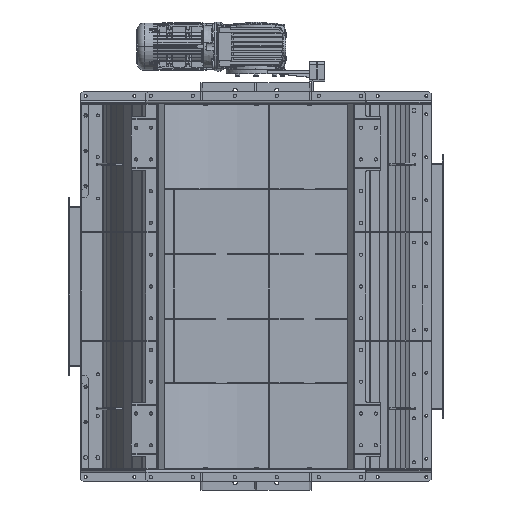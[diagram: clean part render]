
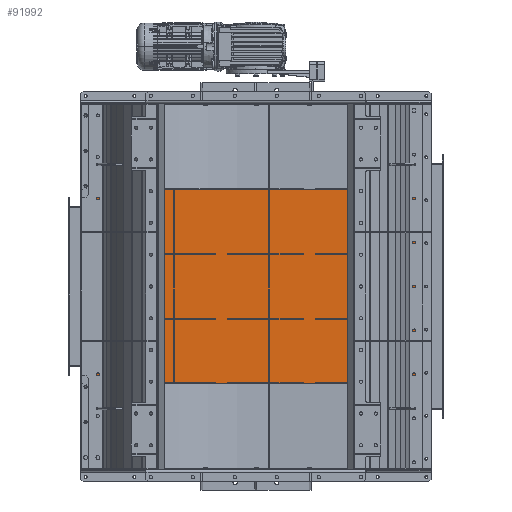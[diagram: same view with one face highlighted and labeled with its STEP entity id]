
A CAD part, front view. The second image highlights one B-rep face of the part: STEP entity #91992.
In plain terms, the highlighted planar face has unit normal (0, -1, 0).
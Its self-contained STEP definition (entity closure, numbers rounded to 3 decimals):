
#155 = DIRECTION ( 'NONE',  ( 0., 1., 0. ) ) ;
#2476 = VERTEX_POINT ( 'NONE', #112748 ) ;
#5027 = VECTOR ( 'NONE', #116039, 1000. ) ;
#8635 = EDGE_CURVE ( 'NONE', #79207, #106458, #16872, .T. ) ;
#9003 = DIRECTION ( 'NONE',  ( 0., 0., -1. ) ) ;
#9004 = DIRECTION ( 'NONE',  ( 0., 0., 1. ) ) ;
#10334 = FACE_BOUND ( 'NONE', #99839, .T. ) ;
#10868 = LINE ( 'NONE', #86325, #5027 ) ;
#12009 = EDGE_LOOP ( 'NONE', ( #49266, #129591 ) ) ;
#12345 = AXIS2_PLACEMENT_3D ( 'NONE', #68030, #13349, #56288 ) ;
#12357 = VERTEX_POINT ( 'NONE', #26155 ) ;
#13349 = DIRECTION ( 'NONE',  ( 0., 1., 0. ) ) ;
#13669 = VERTEX_POINT ( 'NONE', #31256 ) ;
#14304 = CIRCLE ( 'NONE', #45285, 6. ) ;
#15551 = CARTESIAN_POINT ( 'NONE',  ( 352.5, 738., -1407.896 ) ) ;
#16872 = CIRCLE ( 'NONE', #74339, 6. ) ;
#18040 = DIRECTION ( 'NONE',  ( 0., 0., 1. ) ) ;
#19578 = DIRECTION ( 'NONE',  ( 0., 0., 1. ) ) ;
#20143 = AXIS2_PLACEMENT_3D ( 'NONE', #61553, #50576, #92834 ) ;
#20746 = DIRECTION ( 'NONE',  ( 0., 1., 0. ) ) ;
#21045 = VERTEX_POINT ( 'NONE', #80177 ) ;
#21582 = DIRECTION ( 'NONE',  ( 0., 0., 1. ) ) ;
#22744 = DIRECTION ( 'NONE',  ( 0., 0., 1. ) ) ;
#23018 = CIRCLE ( 'NONE', #93878, 6. ) ;
#26155 = CARTESIAN_POINT ( 'NONE',  ( -352.5, 738., -1407.896 ) ) ;
#29998 = EDGE_CURVE ( 'NONE', #113395, #55068, #53984, .T. ) ;
#31256 = CARTESIAN_POINT ( 'NONE',  ( 0., 738., -1407.896 ) ) ;
#31373 = ORIENTED_EDGE ( 'NONE', *, *, #29998, .T. ) ;
#33651 = DIRECTION ( 'NONE',  ( 0., 1., 0. ) ) ;
#35257 = EDGE_CURVE ( 'NONE', #89230, #2476, #14304, .T. ) ;
#35765 = VECTOR ( 'NONE', #21582, 1000. ) ;
#37085 = DIRECTION ( 'NONE',  ( 0., 0., 1. ) ) ;
#37743 = ORIENTED_EDGE ( 'NONE', *, *, #43519, .T. ) ;
#37987 = EDGE_CURVE ( 'NONE', #92715, #12357, #72101, .T. ) ;
#38026 = EDGE_CURVE ( 'NONE', #55068, #21045, #128964, .T. ) ;
#38201 = DIRECTION ( 'NONE',  ( 0., 0., 1. ) ) ;
#39282 = CIRCLE ( 'NONE', #50389, 6. ) ;
#40735 = EDGE_CURVE ( 'NONE', #106458, #79207, #47864, .T. ) ;
#40896 = CARTESIAN_POINT ( 'NONE',  ( -176.25, 738., -1413.896 ) ) ;
#41251 = AXIS2_PLACEMENT_3D ( 'NONE', #106772, #155, #72927 ) ;
#42197 = FACE_BOUND ( 'NONE', #59425, .T. ) ;
#42269 = VECTOR ( 'NONE', #9003, 1000. ) ;
#43519 = EDGE_CURVE ( 'NONE', #94687, #72717, #39282, .T. ) ;
#44021 = ORIENTED_EDGE ( 'NONE', *, *, #119933, .T. ) ;
#45285 = AXIS2_PLACEMENT_3D ( 'NONE', #40896, #115603, #18040 ) ;
#46520 = VERTEX_POINT ( 'NONE', #60490 ) ;
#46625 = CARTESIAN_POINT ( 'NONE',  ( 352.5, 738., -1413.896 ) ) ;
#46698 = AXIS2_PLACEMENT_3D ( 'NONE', #117571, #98220, #22744 ) ;
#47864 = CIRCLE ( 'NONE', #125276, 6. ) ;
#49266 = ORIENTED_EDGE ( 'NONE', *, *, #35257, .T. ) ;
#49428 = AXIS2_PLACEMENT_3D ( 'NONE', #107754, #33651, #127135 ) ;
#49881 = VERTEX_POINT ( 'NONE', #103460 ) ;
#50389 = AXIS2_PLACEMENT_3D ( 'NONE', #46625, #120640, #19578 ) ;
#50576 = DIRECTION ( 'NONE',  ( 0., 1., 0. ) ) ;
#51221 = EDGE_LOOP ( 'NONE', ( #132887, #129768 ) ) ;
#51248 = PLANE ( 'NONE',  #20143 ) ;
#51428 = CARTESIAN_POINT ( 'NONE',  ( -352.5, 738., -1419.896 ) ) ;
#52098 = LINE ( 'NONE', #95040, #35765 ) ;
#52152 = ORIENTED_EDGE ( 'NONE', *, *, #95615, .F. ) ;
#53984 = LINE ( 'NONE', #84461, #42269 ) ;
#55068 = VERTEX_POINT ( 'NONE', #126284 ) ;
#56288 = DIRECTION ( 'NONE',  ( 0., 0., 1. ) ) ;
#56548 = DIRECTION ( 'NONE',  ( 0., 1., 0. ) ) ;
#56625 = EDGE_CURVE ( 'NONE', #12357, #92715, #131794, .T. ) ;
#58760 = VECTOR ( 'NONE', #75669, 1000. ) ;
#59425 = EDGE_LOOP ( 'NONE', ( #37743, #113685 ) ) ;
#60490 = CARTESIAN_POINT ( 'NONE',  ( 397., 738., -4.4 ) ) ;
#60647 = DIRECTION ( 'NONE',  ( 0., 1., 0. ) ) ;
#61553 = CARTESIAN_POINT ( 'NONE',  ( 0., 738., 0. ) ) ;
#66375 = CARTESIAN_POINT ( 'NONE',  ( 176.25, 738., -1407.896 ) ) ;
#67150 = CARTESIAN_POINT ( 'NONE',  ( -397., 738., -4.4 ) ) ;
#68030 = CARTESIAN_POINT ( 'NONE',  ( -352.5, 738., -1413.896 ) ) ;
#70636 = FACE_BOUND ( 'NONE', #51221, .T. ) ;
#70998 = CARTESIAN_POINT ( 'NONE',  ( 176.25, 738., -1419.896 ) ) ;
#72101 = CIRCLE ( 'NONE', #12345, 6. ) ;
#72717 = VERTEX_POINT ( 'NONE', #106121 ) ;
#72927 = DIRECTION ( 'NONE',  ( 0., 0., 1. ) ) ;
#73413 = EDGE_CURVE ( 'NONE', #21045, #46520, #52098, .T. ) ;
#74339 = AXIS2_PLACEMENT_3D ( 'NONE', #115585, #20746, #9004 ) ;
#75669 = DIRECTION ( 'NONE',  ( 1., 0., 0. ) ) ;
#77870 = EDGE_CURVE ( 'NONE', #2476, #89230, #23018, .T. ) ;
#79207 = VERTEX_POINT ( 'NONE', #70998 ) ;
#80177 = CARTESIAN_POINT ( 'NONE',  ( 397., 738., -1429.496 ) ) ;
#83299 = EDGE_LOOP ( 'NONE', ( #114614, #90976, #52152, #31373 ) ) ;
#84461 = CARTESIAN_POINT ( 'NONE',  ( -397., 738., 0. ) ) ;
#85706 = ORIENTED_EDGE ( 'NONE', *, *, #37987, .T. ) ;
#86325 = CARTESIAN_POINT ( 'NONE',  ( -397., 738., -4.4 ) ) ;
#87013 = DIRECTION ( 'NONE',  ( 0., 0., 1. ) ) ;
#89230 = VERTEX_POINT ( 'NONE', #91996 ) ;
#90976 = ORIENTED_EDGE ( 'NONE', *, *, #73413, .T. ) ;
#91410 = CIRCLE ( 'NONE', #49428, 6. ) ;
#91567 = CARTESIAN_POINT ( 'NONE',  ( 0., 738., -1413.896 ) ) ;
#91809 = CARTESIAN_POINT ( 'NONE',  ( 176.25, 738., -1413.896 ) ) ;
#91992 = ADVANCED_FACE ( 'NONE', ( #124584, #102480, #10334, #70636, #42197, #94865 ), #51248, .F. ) ;
#91996 = CARTESIAN_POINT ( 'NONE',  ( -176.25, 738., -1407.896 ) ) ;
#92140 = EDGE_CURVE ( 'NONE', #72717, #94687, #124087, .T. ) ;
#92715 = VERTEX_POINT ( 'NONE', #51428 ) ;
#92834 = DIRECTION ( 'NONE',  ( 0., 0., 1. ) ) ;
#93878 = AXIS2_PLACEMENT_3D ( 'NONE', #114757, #56548, #87013 ) ;
#94687 = VERTEX_POINT ( 'NONE', #15551 ) ;
#94865 = FACE_OUTER_BOUND ( 'NONE', #83299, .T. ) ;
#95040 = CARTESIAN_POINT ( 'NONE',  ( 397., 738., 0. ) ) ;
#95615 = EDGE_CURVE ( 'NONE', #113395, #46520, #10868, .T. ) ;
#95623 = EDGE_CURVE ( 'NONE', #49881, #13669, #91410, .T. ) ;
#98220 = DIRECTION ( 'NONE',  ( 0., 1., 0. ) ) ;
#99839 = EDGE_LOOP ( 'NONE', ( #44021, #129712 ) ) ;
#100559 = DIRECTION ( 'NONE',  ( 0., 1., 0. ) ) ;
#102480 = FACE_BOUND ( 'NONE', #12009, .T. ) ;
#103358 = CIRCLE ( 'NONE', #120968, 6. ) ;
#103460 = CARTESIAN_POINT ( 'NONE',  ( 0., 738., -1419.896 ) ) ;
#106121 = CARTESIAN_POINT ( 'NONE',  ( 352.5, 738., -1419.896 ) ) ;
#106458 = VERTEX_POINT ( 'NONE', #66375 ) ;
#106772 = CARTESIAN_POINT ( 'NONE',  ( -352.5, 738., -1413.896 ) ) ;
#107754 = CARTESIAN_POINT ( 'NONE',  ( 0., 738., -1413.896 ) ) ;
#111013 = EDGE_LOOP ( 'NONE', ( #119668, #85706 ) ) ;
#112748 = CARTESIAN_POINT ( 'NONE',  ( -176.25, 738., -1419.896 ) ) ;
#113395 = VERTEX_POINT ( 'NONE', #67150 ) ;
#113685 = ORIENTED_EDGE ( 'NONE', *, *, #92140, .T. ) ;
#114614 = ORIENTED_EDGE ( 'NONE', *, *, #38026, .T. ) ;
#114757 = CARTESIAN_POINT ( 'NONE',  ( -176.25, 738., -1413.896 ) ) ;
#115585 = CARTESIAN_POINT ( 'NONE',  ( 176.25, 738., -1413.896 ) ) ;
#115603 = DIRECTION ( 'NONE',  ( 0., 1., 0. ) ) ;
#116039 = DIRECTION ( 'NONE',  ( 1., 0., 0. ) ) ;
#117571 = CARTESIAN_POINT ( 'NONE',  ( 352.5, 738., -1413.896 ) ) ;
#119668 = ORIENTED_EDGE ( 'NONE', *, *, #56625, .T. ) ;
#119933 = EDGE_CURVE ( 'NONE', #13669, #49881, #103358, .T. ) ;
#120640 = DIRECTION ( 'NONE',  ( 0., 1., 0. ) ) ;
#120968 = AXIS2_PLACEMENT_3D ( 'NONE', #91567, #100559, #38201 ) ;
#124087 = CIRCLE ( 'NONE', #46698, 6. ) ;
#124584 = FACE_BOUND ( 'NONE', #111013, .T. ) ;
#125276 = AXIS2_PLACEMENT_3D ( 'NONE', #91809, #60647, #37085 ) ;
#126284 = CARTESIAN_POINT ( 'NONE',  ( -397., 738., -1429.496 ) ) ;
#127135 = DIRECTION ( 'NONE',  ( 0., 0., 1. ) ) ;
#128964 = LINE ( 'NONE', #129661, #58760 ) ;
#129591 = ORIENTED_EDGE ( 'NONE', *, *, #77870, .T. ) ;
#129661 = CARTESIAN_POINT ( 'NONE',  ( -397., 738., -1429.496 ) ) ;
#129712 = ORIENTED_EDGE ( 'NONE', *, *, #95623, .T. ) ;
#129768 = ORIENTED_EDGE ( 'NONE', *, *, #8635, .T. ) ;
#131794 = CIRCLE ( 'NONE', #41251, 6. ) ;
#132887 = ORIENTED_EDGE ( 'NONE', *, *, #40735, .T. ) ;
